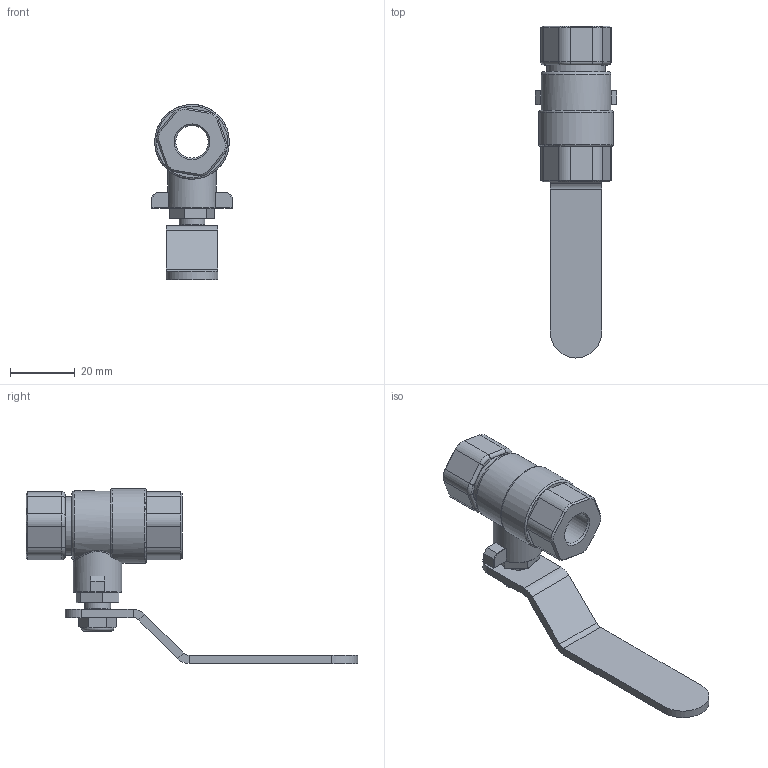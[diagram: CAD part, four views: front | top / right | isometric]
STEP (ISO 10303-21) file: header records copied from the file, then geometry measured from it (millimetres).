
FILE_DESCRIPTION(/* description */ (''),/* implementation_level */ '2;1');
FILE_NAME(/* name */ '1050 1_4_ Muf_Muf.step',/* time_stamp */ '2018-06-19T12:37:09+02:00',/* author */ ('mr84N69'),/* organization */ (''),/* preprocessor_version */ 'ST-DEVELOPER v17',/* originating_system */ 'Autodesk Translation Framework v7.1.0.215',/* authorisation */ '');
FILE_SCHEMA (('AUTOMOTIVE_DESIGN { 1 0 10303 214 3 1 1 }'));
Length unit declared in the file: millimetre
Products named in the file (4): 1050 1/4" Muf/Muf; Component1; Håndtag 1/4" - 3/8"; 94645A205
Assembly tree (3 placements, depth 2):
  1050 1/4" Muf/Muf
    Component1
    Håndtag 1/4" - 3/8"
    94645A205
Bounding box: 25 x 102.14 x 53.89 mm (x, y, z)
Volume: 20164 mm3; surface area: 10995.1 mm2
Topology: 6 solids, 6 shells, 218 faces, 521 edges, 321 vertices
Faces by surface type: plane 109, cylinder 51, cone 43, torus 12, bspline 3
Full cylindrical faces by diameter (mm): 5.076 x1, 5.188 x4, 6 x4, 6.538 x1, 8 x1, 10 x2, 15 x1, 18 x1, 23 x1
Entity records: 6946 total; most frequent: CARTESIAN_POINT 1787, DIRECTION 1080, ORIENTED_EDGE 1044, EDGE_CURVE 522, AXIS2_PLACEMENT_3D 405, VERTEX_POINT 322, LINE 270, VECTOR 270
